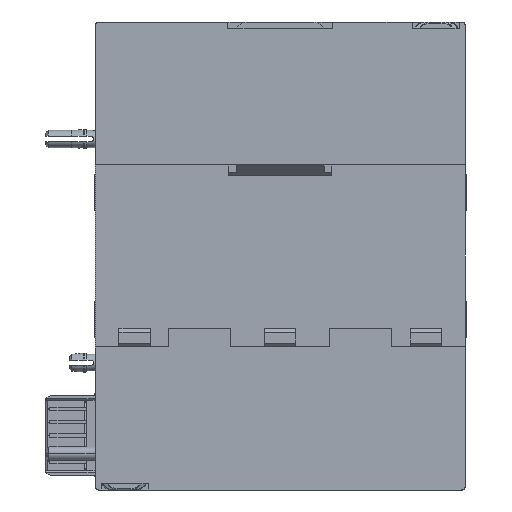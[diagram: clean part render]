
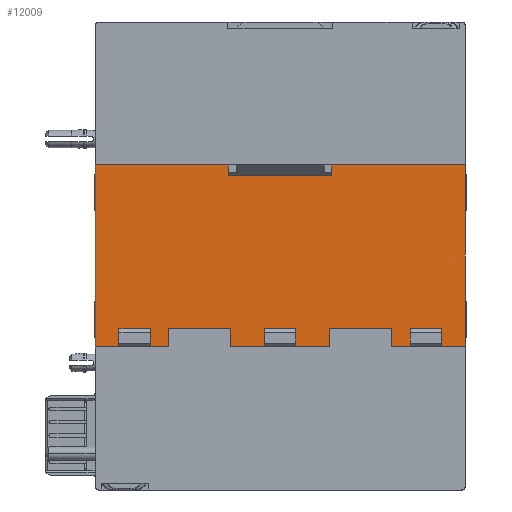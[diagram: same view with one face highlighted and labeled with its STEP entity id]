
A CAD part, front view. The second image highlights one B-rep face of the part: STEP entity #12009.
In plain terms, the highlighted planar face has unit normal (0, -1, 0).
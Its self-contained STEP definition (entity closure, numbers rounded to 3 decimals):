
#1=DIRECTION('',(1.,0.,0.));
#2=VECTOR('',#1,71.2);
#3=CARTESIAN_POINT('',(-35.6,0.,17.5));
#4=LINE('',#3,#2);
#5=DIRECTION('',(-1.,0.,0.));
#6=VECTOR('',#5,4.6);
#7=CARTESIAN_POINT('',(35.6,0.,-17.5));
#8=LINE('',#7,#6);
#9=DIRECTION('',(0.,0.,1.));
#10=VECTOR('',#9,3.5);
#11=CARTESIAN_POINT('',(31.,0.,-17.5));
#12=LINE('',#11,#10);
#13=DIRECTION('',(0.,0.,-1.));
#14=VECTOR('',#13,3.5);
#15=CARTESIAN_POINT('',(25.,0.,-14.));
#16=LINE('',#15,#14);
#17=DIRECTION('',(0.,0.,1.));
#18=VECTOR('',#17,3.5);
#19=CARTESIAN_POINT('',(3.,0.,-17.5));
#20=LINE('',#19,#18);
#21=DIRECTION('',(0.,0.,-1.));
#22=VECTOR('',#21,3.5);
#23=CARTESIAN_POINT('',(-3.,0.,-14.));
#24=LINE('',#23,#22);
#25=DIRECTION('',(0.,0.,1.));
#26=VECTOR('',#25,3.5);
#27=CARTESIAN_POINT('',(-25.,0.,-17.5));
#28=LINE('',#27,#26);
#29=DIRECTION('',(0.,0.,-1.));
#30=VECTOR('',#29,3.5);
#31=CARTESIAN_POINT('',(-31.,0.,-14.));
#32=LINE('',#31,#30);
#33=DIRECTION('',(-1.,0.,0.));
#34=VECTOR('',#33,4.6);
#35=CARTESIAN_POINT('',(-31.,0.,-17.5));
#36=LINE('',#35,#34);
#49=DIRECTION('',(0.,0.,-1.));
#50=VECTOR('',#49,35.);
#51=CARTESIAN_POINT('',(-35.6,0.,17.5));
#52=LINE('',#51,#50);
#972=DIRECTION('',(0.,0.,-1.));
#973=VECTOR('',#972,35.);
#974=CARTESIAN_POINT('',(35.6,0.,17.5));
#975=LINE('',#974,#973);
#3906=DIRECTION('',(1.,0.,0.));
#3907=VECTOR('',#3906,22.);
#3908=CARTESIAN_POINT('',(-25.,0.,-17.5));
#3909=LINE('',#3908,#3907);
#3910=DIRECTION('',(1.,0.,0.));
#3911=VECTOR('',#3910,22.);
#3912=CARTESIAN_POINT('',(3.,0.,-17.5));
#3913=LINE('',#3912,#3911);
#3970=DIRECTION('',(-1.,0.,0.));
#3971=VECTOR('',#3970,6.);
#3972=CARTESIAN_POINT('',(-25.,0.,-14.));
#3973=LINE('',#3972,#3971);
#4010=DIRECTION('',(-1.,0.,0.));
#4011=VECTOR('',#4010,6.);
#4012=CARTESIAN_POINT('',(3.,0.,-14.));
#4013=LINE('',#4012,#4011);
#4050=DIRECTION('',(-1.,0.,0.));
#4051=VECTOR('',#4050,6.);
#4052=CARTESIAN_POINT('',(31.,0.,-14.));
#4053=LINE('',#4052,#4051);
#10485=CARTESIAN_POINT('',(3.,0.,-14.));
#10486=CARTESIAN_POINT('',(-3.,0.,-14.));
#10487=VERTEX_POINT('',#10485);
#10488=VERTEX_POINT('',#10486);
#10493=CARTESIAN_POINT('',(31.,0.,-14.));
#10494=CARTESIAN_POINT('',(25.,0.,-14.));
#10495=VERTEX_POINT('',#10493);
#10496=VERTEX_POINT('',#10494);
#10501=CARTESIAN_POINT('',(-25.,0.,-14.));
#10502=CARTESIAN_POINT('',(-31.,0.,-14.));
#10503=VERTEX_POINT('',#10501);
#10504=VERTEX_POINT('',#10502);
#11435=CARTESIAN_POINT('',(-35.6,0.,17.5));
#11437=VERTEX_POINT('',#11435);
#11438=CARTESIAN_POINT('',(-35.6,0.,-17.5));
#11439=VERTEX_POINT('',#11438);
#11443=CARTESIAN_POINT('',(35.6,0.,17.5));
#11445=VERTEX_POINT('',#11443);
#11446=CARTESIAN_POINT('',(35.6,0.,-17.5));
#11447=VERTEX_POINT('',#11446);
#11738=CARTESIAN_POINT('',(31.,0.,-17.5));
#11739=CARTESIAN_POINT('',(25.,0.,-17.5));
#11740=VERTEX_POINT('',#11738);
#11741=VERTEX_POINT('',#11739);
#11742=CARTESIAN_POINT('',(3.,0.,-17.5));
#11743=CARTESIAN_POINT('',(-3.,0.,-17.5));
#11744=VERTEX_POINT('',#11742);
#11745=VERTEX_POINT('',#11743);
#11746=CARTESIAN_POINT('',(-25.,0.,-17.5));
#11747=CARTESIAN_POINT('',(-31.,0.,-17.5));
#11748=VERTEX_POINT('',#11746);
#11749=VERTEX_POINT('',#11747);
#11970=CARTESIAN_POINT('',(0.,0.,0.));
#11971=DIRECTION('',(0.,1.,0.));
#11972=DIRECTION('',(-1.,0.,0.));
#11973=AXIS2_PLACEMENT_3D('',#11970,#11971,#11972);
#11974=PLANE('',#11973);
#11976=ORIENTED_EDGE('',*,*,#11975,.T.);
#11978=ORIENTED_EDGE('',*,*,#11977,.T.);
#11980=ORIENTED_EDGE('',*,*,#11979,.T.);
#11982=ORIENTED_EDGE('',*,*,#11981,.T.);
#11984=ORIENTED_EDGE('',*,*,#11983,.T.);
#11986=ORIENTED_EDGE('',*,*,#11985,.T.);
#11988=ORIENTED_EDGE('',*,*,#11987,.F.);
#11990=ORIENTED_EDGE('',*,*,#11989,.T.);
#11992=ORIENTED_EDGE('',*,*,#11991,.T.);
#11994=ORIENTED_EDGE('',*,*,#11993,.T.);
#11996=ORIENTED_EDGE('',*,*,#11995,.F.);
#11998=ORIENTED_EDGE('',*,*,#11997,.T.);
#12000=ORIENTED_EDGE('',*,*,#11999,.T.);
#12002=ORIENTED_EDGE('',*,*,#12001,.T.);
#12004=ORIENTED_EDGE('',*,*,#12003,.T.);
#12006=ORIENTED_EDGE('',*,*,#12005,.F.);
#12007=EDGE_LOOP('',(#11976,#11978,#11980,#11982,#11984,#11986,#11988,#11990,
#11992,#11994,#11996,#11998,#12000,#12002,#12004,#12006));
#12008=FACE_OUTER_BOUND('',#12007,.F.);
#12009=ADVANCED_FACE('',(#12008),#11974,.F.);
#11975=EDGE_CURVE('',#11437,#11445,#4,.T.);
#11977=EDGE_CURVE('',#11445,#11447,#975,.T.);
#11979=EDGE_CURVE('',#11447,#11740,#8,.T.);
#11981=EDGE_CURVE('',#11740,#10495,#12,.T.);
#11983=EDGE_CURVE('',#10495,#10496,#4053,.T.);
#11985=EDGE_CURVE('',#10496,#11741,#16,.T.);
#11987=EDGE_CURVE('',#11744,#11741,#3913,.T.);
#11989=EDGE_CURVE('',#11744,#10487,#20,.T.);
#11991=EDGE_CURVE('',#10487,#10488,#4013,.T.);
#11993=EDGE_CURVE('',#10488,#11745,#24,.T.);
#11995=EDGE_CURVE('',#11748,#11745,#3909,.T.);
#11997=EDGE_CURVE('',#11748,#10503,#28,.T.);
#11999=EDGE_CURVE('',#10503,#10504,#3973,.T.);
#12001=EDGE_CURVE('',#10504,#11749,#32,.T.);
#12003=EDGE_CURVE('',#11749,#11439,#36,.T.);
#12005=EDGE_CURVE('',#11437,#11439,#52,.T.);
